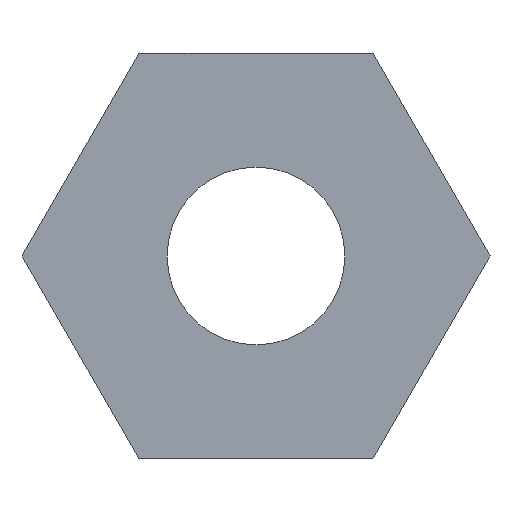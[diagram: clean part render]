
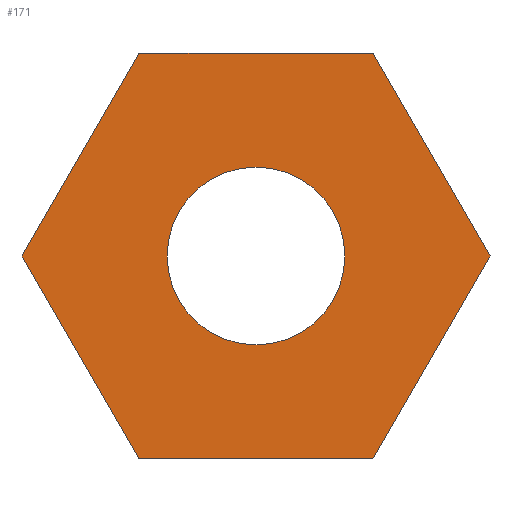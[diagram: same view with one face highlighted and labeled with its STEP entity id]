
A CAD part, left-side view. The second image highlights one B-rep face of the part: STEP entity #171.
In plain terms, the highlighted planar face has unit normal (-1, 0, 0).
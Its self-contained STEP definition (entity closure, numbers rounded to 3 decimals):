
#16=FACE_BOUND('',#44,.T.);
#24=PLANE('',#196);
#33=FACE_OUTER_BOUND('',#43,.T.);
#43=EDGE_LOOP('',(#155,#156,#157,#158,#159,#160));
#44=EDGE_LOOP('',(#161));
#46=LINE('',#250,#65);
#50=LINE('',#258,#69);
#53=LINE('',#264,#72);
#56=LINE('',#270,#75);
#59=LINE('',#276,#78);
#62=LINE('',#281,#81);
#65=VECTOR('',#208,10.);
#69=VECTOR('',#214,10.);
#72=VECTOR('',#219,10.);
#75=VECTOR('',#224,10.);
#78=VECTOR('',#229,10.);
#81=VECTOR('',#234,10.);
#84=CIRCLE('',#188,1.25);
#86=VERTEX_POINT('',#244);
#87=VERTEX_POINT('',#248);
#88=VERTEX_POINT('',#249);
#91=VERTEX_POINT('',#257);
#93=VERTEX_POINT('',#263);
#95=VERTEX_POINT('',#269);
#97=VERTEX_POINT('',#275);
#101=EDGE_CURVE('',#86,#86,#84,.T.);
#102=EDGE_CURVE('',#87,#88,#46,.T.);
#106=EDGE_CURVE('',#88,#91,#50,.T.);
#109=EDGE_CURVE('',#91,#93,#53,.T.);
#112=EDGE_CURVE('',#93,#95,#56,.T.);
#115=EDGE_CURVE('',#95,#97,#59,.T.);
#118=EDGE_CURVE('',#97,#87,#62,.T.);
#155=ORIENTED_EDGE('',*,*,#118,.T.);
#156=ORIENTED_EDGE('',*,*,#102,.T.);
#157=ORIENTED_EDGE('',*,*,#106,.T.);
#158=ORIENTED_EDGE('',*,*,#109,.T.);
#159=ORIENTED_EDGE('',*,*,#112,.T.);
#160=ORIENTED_EDGE('',*,*,#115,.T.);
#161=ORIENTED_EDGE('',*,*,#101,.F.);
#171=ADVANCED_FACE('',(#33,#16),#24,.F.);
#188=AXIS2_PLACEMENT_3D('',#246,#204,#205);
#196=AXIS2_PLACEMENT_3D('',#284,#238,#239);
#204=DIRECTION('center_axis',(-1.,0.,0.));
#205=DIRECTION('ref_axis',(0.,1.,0.));
#208=DIRECTION('',(0.,0.5,0.866));
#214=DIRECTION('',(0.,1.,0.));
#219=DIRECTION('',(0.,0.5,-0.866));
#224=DIRECTION('',(0.,-0.5,-0.866));
#229=DIRECTION('',(0.,-1.,0.));
#234=DIRECTION('',(0.,-0.5,0.866));
#238=DIRECTION('center_axis',(1.,0.,0.));
#239=DIRECTION('ref_axis',(0.,1.,0.));
#244=CARTESIAN_POINT('',(-0.2,-1.25,0.));
#246=CARTESIAN_POINT('Origin',(-0.2,0.,0.));
#248=CARTESIAN_POINT('',(-0.2,-3.291,0.));
#249=CARTESIAN_POINT('',(-0.2,-1.645,2.85));
#250=CARTESIAN_POINT('',(-0.2,-2.086,2.087));
#257=CARTESIAN_POINT('',(-0.2,1.645,2.85));
#258=CARTESIAN_POINT('',(-0.2,0.765,2.85));
#263=CARTESIAN_POINT('',(-0.2,3.291,0.));
#264=CARTESIAN_POINT('',(-0.2,2.851,0.762));
#269=CARTESIAN_POINT('',(-0.2,1.645,-2.85));
#270=CARTESIAN_POINT('',(-0.2,2.086,-2.088));
#275=CARTESIAN_POINT('',(-0.2,-1.645,-2.85));
#276=CARTESIAN_POINT('',(-0.2,-0.765,-2.85));
#281=CARTESIAN_POINT('',(-0.2,-2.851,-0.763));
#284=CARTESIAN_POINT('Origin',(-0.2,0.,0.));
